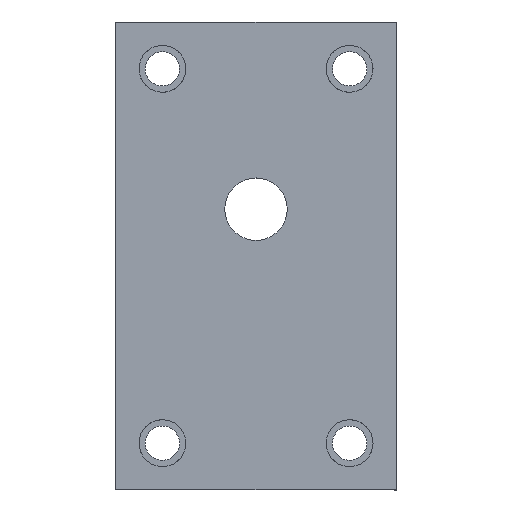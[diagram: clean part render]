
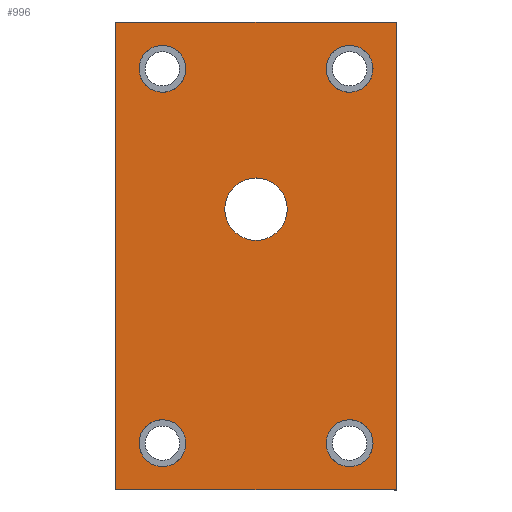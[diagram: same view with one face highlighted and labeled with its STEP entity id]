
A CAD part, left-side view. The second image highlights one B-rep face of the part: STEP entity #996.
In plain terms, the highlighted face is planar.
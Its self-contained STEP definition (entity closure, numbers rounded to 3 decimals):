
#5 = AXIS2_PLACEMENT_3D ( 'NONE', #400, #568, #250 ) ;
#25 = ORIENTED_EDGE ( 'NONE', *, *, #2184, .T. ) ;
#60 = CARTESIAN_POINT ( 'NONE',  ( 85., -30., 0. ) ) ;
#69 = DIRECTION ( 'NONE',  ( 0., 0., 1. ) ) ;
#80 = CIRCLE ( 'NONE', #1553, 7.5 ) ;
#93 = CARTESIAN_POINT ( 'NONE',  ( 100., 45., 0. ) ) ;
#100 = EDGE_CURVE ( 'NONE', #129, #1389, #526, .T. ) ;
#129 = VERTEX_POINT ( 'NONE', #1297 ) ;
#163 = DIRECTION ( 'NONE',  ( 0., 0., -1. ) ) ;
#175 = CARTESIAN_POINT ( 'NONE',  ( 77.5, -30., 0. ) ) ;
#183 = VECTOR ( 'NONE', #2280, 1000. ) ;
#204 = EDGE_CURVE ( 'NONE', #1338, #1028, #1874, .T. ) ;
#208 = DIRECTION ( 'NONE',  ( 1., 0., 0. ) ) ;
#230 = LINE ( 'NONE', #1441, #183 ) ;
#250 = DIRECTION ( 'NONE',  ( 1., 0., 0. ) ) ;
#303 = ORIENTED_EDGE ( 'NONE', *, *, #866, .F. ) ;
#323 = EDGE_LOOP ( 'NONE', ( #702, #994 ) ) ;
#332 = FACE_BOUND ( 'NONE', #1204, .T. ) ;
#347 = AXIS2_PLACEMENT_3D ( 'NONE', #2267, #860, #679 ) ;
#354 = CIRCLE ( 'NONE', #1559, 7.5 ) ;
#400 = CARTESIAN_POINT ( 'NONE',  ( -35., -30., 0. ) ) ;
#406 = ORIENTED_EDGE ( 'NONE', *, *, #1920, .F. ) ;
#408 = CARTESIAN_POINT ( 'NONE',  ( 85., 30., 0. ) ) ;
#419 = DIRECTION ( 'NONE',  ( 0., 0., 1. ) ) ;
#464 = AXIS2_PLACEMENT_3D ( 'NONE', #1565, #163, #1723 ) ;
#471 = CARTESIAN_POINT ( 'NONE',  ( 85., 30., 0. ) ) ;
#477 = VERTEX_POINT ( 'NONE', #1568 ) ;
#483 = DIRECTION ( 'NONE',  ( -1., 0., 0. ) ) ;
#509 = EDGE_LOOP ( 'NONE', ( #1854, #406 ) ) ;
#516 = CIRCLE ( 'NONE', #2246, 10. ) ;
#525 = CIRCLE ( 'NONE', #2061, 10. ) ;
#526 = CIRCLE ( 'NONE', #5, 7.5 ) ;
#538 = CARTESIAN_POINT ( 'NONE',  ( 40., 0., 0. ) ) ;
#568 = DIRECTION ( 'NONE',  ( 0., 0., 1. ) ) ;
#582 = EDGE_CURVE ( 'NONE', #727, #2128, #1612, .T. ) ;
#591 = CARTESIAN_POINT ( 'NONE',  ( 100., -45., 0. ) ) ;
#597 = EDGE_LOOP ( 'NONE', ( #1044, #675 ) ) ;
#606 = CIRCLE ( 'NONE', #2147, 7.5 ) ;
#655 = CARTESIAN_POINT ( 'NONE',  ( -35., 30., 0. ) ) ;
#675 = ORIENTED_EDGE ( 'NONE', *, *, #100, .F. ) ;
#679 = DIRECTION ( 'NONE',  ( 1., 0., 0. ) ) ;
#694 = CARTESIAN_POINT ( 'NONE',  ( -50., -45., 0. ) ) ;
#702 = ORIENTED_EDGE ( 'NONE', *, *, #1838, .F. ) ;
#727 = VERTEX_POINT ( 'NONE', #591 ) ;
#737 = DIRECTION ( 'NONE',  ( 0., 0., 1. ) ) ;
#817 = ORIENTED_EDGE ( 'NONE', *, *, #582, .T. ) ;
#860 = DIRECTION ( 'NONE',  ( 0., 0., 1. ) ) ;
#866 = EDGE_CURVE ( 'NONE', #1028, #1338, #925, .T. ) ;
#874 = ORIENTED_EDGE ( 'NONE', *, *, #1251, .F. ) ;
#881 = AXIS2_PLACEMENT_3D ( 'NONE', #60, #69, #1437 ) ;
#925 = CIRCLE ( 'NONE', #2221, 7.5 ) ;
#972 = ORIENTED_EDGE ( 'NONE', *, *, #1993, .F. ) ;
#981 = EDGE_CURVE ( 'NONE', #2099, #1339, #354, .T. ) ;
#994 = ORIENTED_EDGE ( 'NONE', *, *, #981, .F. ) ;
#996 = ADVANCED_FACE ( 'NONE', ( #1736, #2058, #1011, #332, #1714, #1021 ), #1693, .F. ) ;
#1008 = VECTOR ( 'NONE', #208, 1000. ) ;
#1009 = CARTESIAN_POINT ( 'NONE',  ( -27.5, -30., 0. ) ) ;
#1011 = FACE_BOUND ( 'NONE', #323, .T. ) ;
#1021 = FACE_OUTER_BOUND ( 'NONE', #2029, .T. ) ;
#1028 = VERTEX_POINT ( 'NONE', #175 ) ;
#1044 = ORIENTED_EDGE ( 'NONE', *, *, #1704, .F. ) ;
#1068 = DIRECTION ( 'NONE',  ( 0., 1., 0. ) ) ;
#1081 = CARTESIAN_POINT ( 'NONE',  ( 100., -45., 0. ) ) ;
#1101 = DIRECTION ( 'NONE',  ( 0., 0., 1. ) ) ;
#1109 = DIRECTION ( 'NONE',  ( 1., 0., 0. ) ) ;
#1126 = CARTESIAN_POINT ( 'NONE',  ( -50., 45., 0. ) ) ;
#1141 = VERTEX_POINT ( 'NONE', #1126 ) ;
#1180 = EDGE_LOOP ( 'NONE', ( #874, #972 ) ) ;
#1192 = CARTESIAN_POINT ( 'NONE',  ( 92.5, -30., 0. ) ) ;
#1204 = EDGE_LOOP ( 'NONE', ( #1231, #303 ) ) ;
#1213 = LINE ( 'NONE', #694, #1008 ) ;
#1231 = ORIENTED_EDGE ( 'NONE', *, *, #204, .F. ) ;
#1251 = EDGE_CURVE ( 'NONE', #1305, #477, #606, .T. ) ;
#1286 = CARTESIAN_POINT ( 'NONE',  ( -50., -45., 0. ) ) ;
#1297 = CARTESIAN_POINT ( 'NONE',  ( -42.5, -30., 0. ) ) ;
#1305 = VERTEX_POINT ( 'NONE', #1551 ) ;
#1310 = DIRECTION ( 'NONE',  ( -1., 0., 0. ) ) ;
#1338 = VERTEX_POINT ( 'NONE', #1192 ) ;
#1339 = VERTEX_POINT ( 'NONE', #1852 ) ;
#1381 = DIRECTION ( 'NONE',  ( 1., 0., 0. ) ) ;
#1389 = VERTEX_POINT ( 'NONE', #1009 ) ;
#1408 = VECTOR ( 'NONE', #1068, 1000. ) ;
#1420 = CARTESIAN_POINT ( 'NONE',  ( 30., 0., 0. ) ) ;
#1428 = DIRECTION ( 'NONE',  ( 0., 0., 1. ) ) ;
#1437 = DIRECTION ( 'NONE',  ( 1., 0., 0. ) ) ;
#1441 = CARTESIAN_POINT ( 'NONE',  ( -50., -45., 0. ) ) ;
#1457 = CARTESIAN_POINT ( 'NONE',  ( 40., 0., 0. ) ) ;
#1461 = CARTESIAN_POINT ( 'NONE',  ( 85., -30., 0. ) ) ;
#1466 = EDGE_CURVE ( 'NONE', #2092, #727, #1213, .T. ) ;
#1509 = DIRECTION ( 'NONE',  ( 0., 0., 1. ) ) ;
#1532 = LINE ( 'NONE', #1896, #1910 ) ;
#1533 = ORIENTED_EDGE ( 'NONE', *, *, #1466, .T. ) ;
#1551 = CARTESIAN_POINT ( 'NONE',  ( 92.5, 30., 0. ) ) ;
#1553 = AXIS2_PLACEMENT_3D ( 'NONE', #1967, #419, #1109 ) ;
#1559 = AXIS2_PLACEMENT_3D ( 'NONE', #655, #1893, #1381 ) ;
#1565 = CARTESIAN_POINT ( 'NONE',  ( 0., 0., 0. ) ) ;
#1568 = CARTESIAN_POINT ( 'NONE',  ( 77.5, 30., 0. ) ) ;
#1581 = CARTESIAN_POINT ( 'NONE',  ( 50., 0., 0. ) ) ;
#1612 = LINE ( 'NONE', #1081, #1408 ) ;
#1636 = EDGE_CURVE ( 'NONE', #2194, #1750, #525, .T. ) ;
#1693 = PLANE ( 'NONE',  #464 ) ;
#1704 = EDGE_CURVE ( 'NONE', #1389, #129, #80, .T. ) ;
#1714 = FACE_BOUND ( 'NONE', #509, .T. ) ;
#1723 = DIRECTION ( 'NONE',  ( -1., 0., 0. ) ) ;
#1736 = FACE_BOUND ( 'NONE', #1180, .T. ) ;
#1750 = VERTEX_POINT ( 'NONE', #1581 ) ;
#1784 = EDGE_CURVE ( 'NONE', #2128, #1141, #1532, .T. ) ;
#1800 = DIRECTION ( 'NONE',  ( -1., 0., 0. ) ) ;
#1838 = EDGE_CURVE ( 'NONE', #1339, #2099, #1873, .T. ) ;
#1844 = ORIENTED_EDGE ( 'NONE', *, *, #1784, .T. ) ;
#1852 = CARTESIAN_POINT ( 'NONE',  ( -27.5, 30., 0. ) ) ;
#1854 = ORIENTED_EDGE ( 'NONE', *, *, #1636, .F. ) ;
#1857 = CARTESIAN_POINT ( 'NONE',  ( -42.5, 30., 0. ) ) ;
#1873 = CIRCLE ( 'NONE', #347, 7.5 ) ;
#1874 = CIRCLE ( 'NONE', #881, 7.5 ) ;
#1893 = DIRECTION ( 'NONE',  ( 0., 0., 1. ) ) ;
#1896 = CARTESIAN_POINT ( 'NONE',  ( -50., 45., 0. ) ) ;
#1910 = VECTOR ( 'NONE', #483, 1000. ) ;
#1920 = EDGE_CURVE ( 'NONE', #1750, #2194, #516, .T. ) ;
#1962 = DIRECTION ( 'NONE',  ( -1., 0., 0. ) ) ;
#1967 = CARTESIAN_POINT ( 'NONE',  ( -35., -30., 0. ) ) ;
#1993 = EDGE_CURVE ( 'NONE', #477, #1305, #2165, .T. ) ;
#2029 = EDGE_LOOP ( 'NONE', ( #817, #1844, #25, #1533 ) ) ;
#2058 = FACE_BOUND ( 'NONE', #597, .T. ) ;
#2061 = AXIS2_PLACEMENT_3D ( 'NONE', #1457, #737, #2148 ) ;
#2092 = VERTEX_POINT ( 'NONE', #1286 ) ;
#2099 = VERTEX_POINT ( 'NONE', #1857 ) ;
#2128 = VERTEX_POINT ( 'NONE', #93 ) ;
#2147 = AXIS2_PLACEMENT_3D ( 'NONE', #408, #1101, #1800 ) ;
#2148 = DIRECTION ( 'NONE',  ( -1., 0., 0. ) ) ;
#2163 = DIRECTION ( 'NONE',  ( 1., 0., 0. ) ) ;
#2165 = CIRCLE ( 'NONE', #2205, 7.5 ) ;
#2177 = DIRECTION ( 'NONE',  ( 0., 0., 1. ) ) ;
#2184 = EDGE_CURVE ( 'NONE', #1141, #2092, #230, .T. ) ;
#2194 = VERTEX_POINT ( 'NONE', #1420 ) ;
#2205 = AXIS2_PLACEMENT_3D ( 'NONE', #471, #2177, #1310 ) ;
#2221 = AXIS2_PLACEMENT_3D ( 'NONE', #1461, #1509, #2163 ) ;
#2246 = AXIS2_PLACEMENT_3D ( 'NONE', #538, #1428, #1962 ) ;
#2267 = CARTESIAN_POINT ( 'NONE',  ( -35., 30., 0. ) ) ;
#2280 = DIRECTION ( 'NONE',  ( 0., -1., 0. ) ) ;
